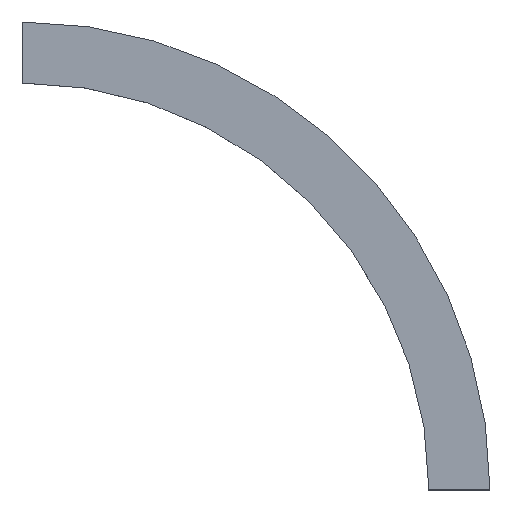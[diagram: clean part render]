
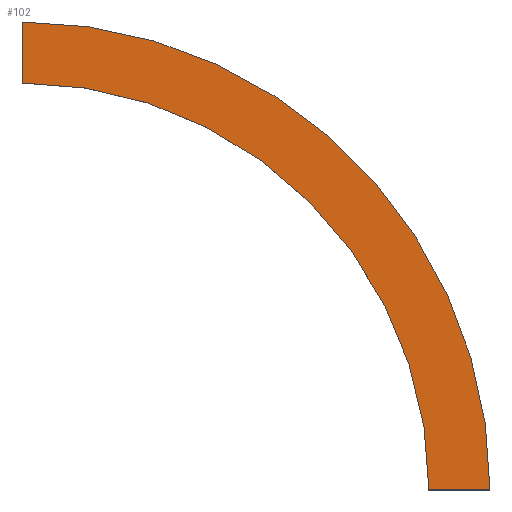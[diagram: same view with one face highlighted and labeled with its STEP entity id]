
A CAD part, top view. The second image highlights one B-rep face of the part: STEP entity #102.
In plain terms, the highlighted planar face has unit normal (0, 0, 1).
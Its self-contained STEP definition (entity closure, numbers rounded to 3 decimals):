
#16=CIRCLE('',#126,100.);
#18=CIRCLE('',#130,115.);
#26=FACE_OUTER_BOUND('',#32,.T.);
#32=EDGE_LOOP('',(#89,#90,#91,#92));
#35=LINE('',#171,#43);
#39=LINE('',#183,#47);
#43=VECTOR('',#139,10.);
#47=VECTOR('',#151,10.);
#51=VERTEX_POINT('',#168);
#52=VERTEX_POINT('',#170);
#54=VERTEX_POINT('',#176);
#56=VERTEX_POINT('',#182);
#59=EDGE_CURVE('',#52,#51,#35,.T.);
#62=EDGE_CURVE('',#54,#52,#16,.T.);
#65=EDGE_CURVE('',#56,#54,#39,.T.);
#68=EDGE_CURVE('',#51,#56,#18,.T.);
#89=ORIENTED_EDGE('',*,*,#68,.T.);
#90=ORIENTED_EDGE('',*,*,#65,.T.);
#91=ORIENTED_EDGE('',*,*,#62,.T.);
#92=ORIENTED_EDGE('',*,*,#59,.T.);
#96=PLANE('',#132);
#102=ADVANCED_FACE('',(#26),#96,.T.);
#126=AXIS2_PLACEMENT_3D('',#177,#145,#146);
#130=AXIS2_PLACEMENT_3D('',#187,#157,#158);
#132=AXIS2_PLACEMENT_3D('',#189,#161,#162);
#139=DIRECTION('',(1.,0.,0.));
#145=DIRECTION('center_axis',(0.,0.,-1.));
#146=DIRECTION('ref_axis',(1.,0.,0.));
#151=DIRECTION('',(0.,-1.,0.));
#157=DIRECTION('center_axis',(0.,0.,1.));
#158=DIRECTION('ref_axis',(-1.,0.,0.));
#161=DIRECTION('center_axis',(0.,0.,1.));
#162=DIRECTION('ref_axis',(1.,0.,0.));
#168=CARTESIAN_POINT('',(115.,0.,5.));
#170=CARTESIAN_POINT('',(100.,0.,5.));
#171=CARTESIAN_POINT('',(115.,0.,5.));
#176=CARTESIAN_POINT('',(0.,100.,5.));
#177=CARTESIAN_POINT('Origin',(0.,0.,5.));
#182=CARTESIAN_POINT('',(0.,115.,5.));
#183=CARTESIAN_POINT('',(0.,100.,5.));
#187=CARTESIAN_POINT('Origin',(0.,0.,5.));
#189=CARTESIAN_POINT('Origin',(67.179,67.179,5.));
